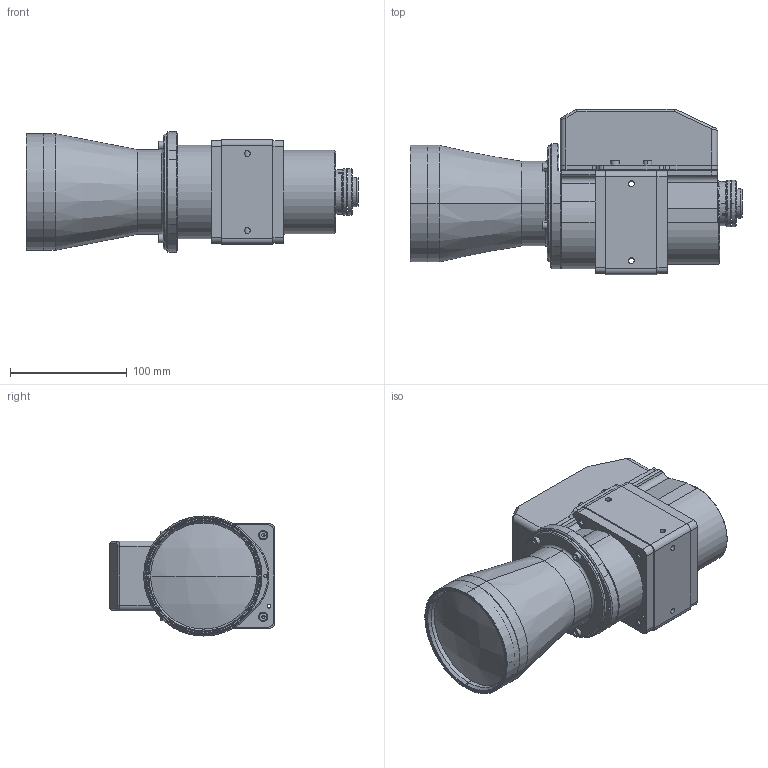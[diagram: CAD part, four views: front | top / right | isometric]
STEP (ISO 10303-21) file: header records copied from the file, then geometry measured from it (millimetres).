
FILE_DESCRIPTION (( 'STEP AP203' ), '1' );
FILE_NAME ('TCZR072S.step', '2018-09-27T12:50:04', ( '' ), ( '' ), 'SwSTEP 2.0', 'SolidWorks 2017', '' );
FILE_SCHEMA (( 'CONFIG_CONTROL_DESIGN' ));
Length unit declared in the file: millimetre
Products named in the file (1): TCZR072S
Bounding box: 284.73 x 142 x 103 mm (x, y, z)
Surface area: 157259.4 mm2 (no closed solid volume)
Topology: 0 solids, 74 shells, 624 faces, 2295 edges, 1705 vertices
Faces by surface type: plane 278, cylinder 219, cone 57, torus 34, bspline 34, sphere 2
Entity records: 26264 total; most frequent: CARTESIAN_POINT 6990, DIRECTION 4121, ORIENTED_EDGE 3372, EDGE_CURVE 2260, VERTEX_POINT 1705, AXIS2_PLACEMENT_3D 1430, LINE 1261, VECTOR 1261
